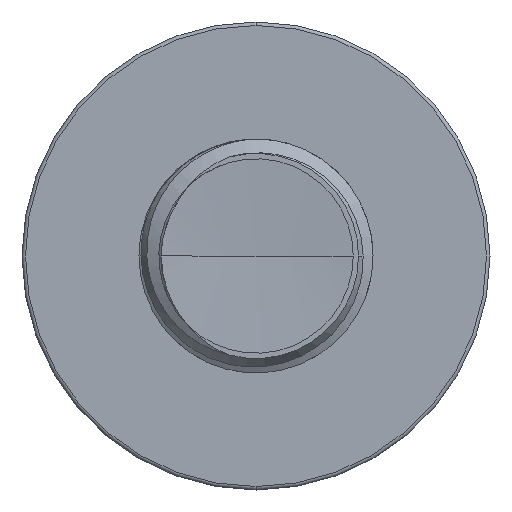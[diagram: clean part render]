
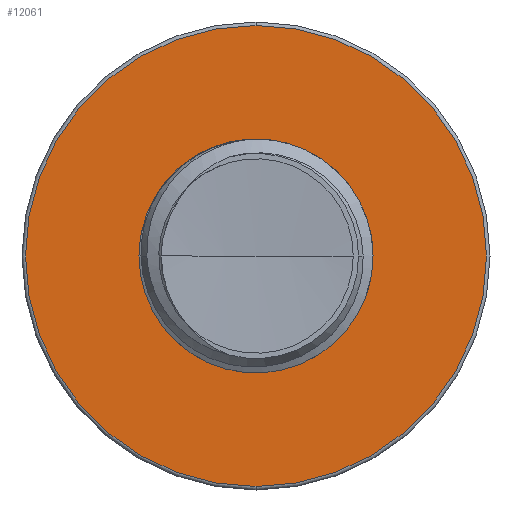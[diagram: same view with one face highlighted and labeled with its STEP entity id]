
A CAD part, front view. The second image highlights one B-rep face of the part: STEP entity #12061.
In plain terms, the highlighted planar face has unit normal (0, -1, 0).
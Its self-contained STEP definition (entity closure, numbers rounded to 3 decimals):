
#196 = EDGE_CURVE ( 'NONE', #9173, #9540, #12651, .T. ) ;
#395 = ORIENTED_EDGE ( 'NONE', *, *, #13113, .F. ) ;
#855 = CARTESIAN_POINT ( 'NONE',  ( 0., 7.5, 3.99 ) ) ;
#868 = AXIS2_PLACEMENT_3D ( 'NONE', #9334, #1509, #10662 ) ;
#893 = FACE_OUTER_BOUND ( 'NONE', #4100, .T. ) ;
#1509 = DIRECTION ( 'NONE',  ( 0., -1., 0. ) ) ;
#1980 = CARTESIAN_POINT ( 'NONE',  ( 0., 7.5, 3.99 ) ) ;
#2884 = ORIENTED_EDGE ( 'NONE', *, *, #12845, .F. ) ;
#3118 = CIRCLE ( 'NONE', #16111, 3.99 ) ;
#3293 = DIRECTION ( 'NONE',  ( 0., 0., -1. ) ) ;
#3665 = DIRECTION ( 'NONE',  ( 0., -1., 0. ) ) ;
#3952 = CARTESIAN_POINT ( 'NONE',  ( 0., 7.5, 0. ) ) ;
#4062 = EDGE_CURVE ( 'NONE', #9540, #9173, #8735, .T. ) ;
#4100 = EDGE_LOOP ( 'NONE', ( #6715, #5202 ) ) ;
#5202 = ORIENTED_EDGE ( 'NONE', *, *, #4062, .T. ) ;
#5260 = DIRECTION ( 'NONE',  ( 0., 0., -1. ) ) ;
#6266 = AXIS2_PLACEMENT_3D ( 'NONE', #7512, #16708, #8830 ) ;
#6715 = ORIENTED_EDGE ( 'NONE', *, *, #196, .T. ) ;
#7512 = CARTESIAN_POINT ( 'NONE',  ( 0., 7.5, 0. ) ) ;
#7670 = CARTESIAN_POINT ( 'NONE',  ( 0., 7.5, -7.88 ) ) ;
#7765 = VERTEX_POINT ( 'NONE', #855 ) ;
#8735 = CIRCLE ( 'NONE', #6266, 7.88 ) ;
#8830 = DIRECTION ( 'NONE',  ( 0., 0., -1. ) ) ;
#9070 = AXIS2_PLACEMENT_3D ( 'NONE', #1980, #11142, #3293 ) ;
#9173 = VERTEX_POINT ( 'NONE', #7670 ) ;
#9254 = CIRCLE ( 'NONE', #868, 3.99 ) ;
#9334 = CARTESIAN_POINT ( 'NONE',  ( 0., 7.5, 0. ) ) ;
#9540 = VERTEX_POINT ( 'NONE', #15813 ) ;
#10662 = DIRECTION ( 'NONE',  ( 0., 0., -1. ) ) ;
#10912 = FACE_BOUND ( 'NONE', #14326, .T. ) ;
#11142 = DIRECTION ( 'NONE',  ( 0., -1., 0. ) ) ;
#11520 = CARTESIAN_POINT ( 'NONE',  ( 0., 7.5, 0. ) ) ;
#12061 = ADVANCED_FACE ( 'NONE', ( #893, #10912 ), #13708, .T. ) ;
#12651 = CIRCLE ( 'NONE', #14604, 7.88 ) ;
#12821 = DIRECTION ( 'NONE',  ( 0., 0., -1. ) ) ;
#12845 = EDGE_CURVE ( 'NONE', #16963, #7765, #3118, .T. ) ;
#13113 = EDGE_CURVE ( 'NONE', #7765, #16963, #9254, .T. ) ;
#13116 = DIRECTION ( 'NONE',  ( 0., -1., 0. ) ) ;
#13708 = PLANE ( 'NONE',  #9070 ) ;
#14326 = EDGE_LOOP ( 'NONE', ( #2884, #395 ) ) ;
#14604 = AXIS2_PLACEMENT_3D ( 'NONE', #11520, #3665, #12821 ) ;
#15813 = CARTESIAN_POINT ( 'NONE',  ( 0., 7.5, 7.88 ) ) ;
#16046 = CARTESIAN_POINT ( 'NONE',  ( 0., 7.5, -3.99 ) ) ;
#16111 = AXIS2_PLACEMENT_3D ( 'NONE', #3952, #13116, #5260 ) ;
#16708 = DIRECTION ( 'NONE',  ( 0., -1., 0. ) ) ;
#16963 = VERTEX_POINT ( 'NONE', #16046 ) ;
